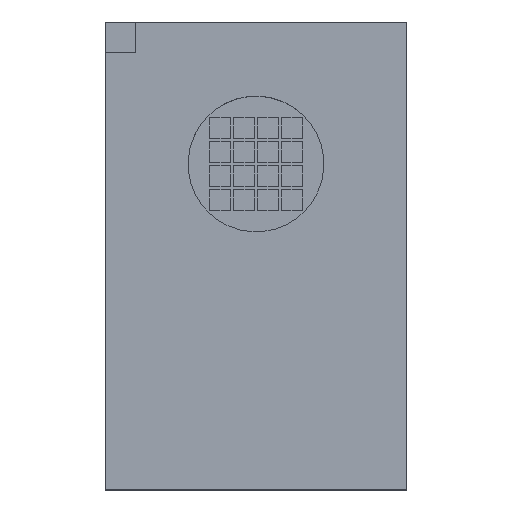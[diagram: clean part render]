
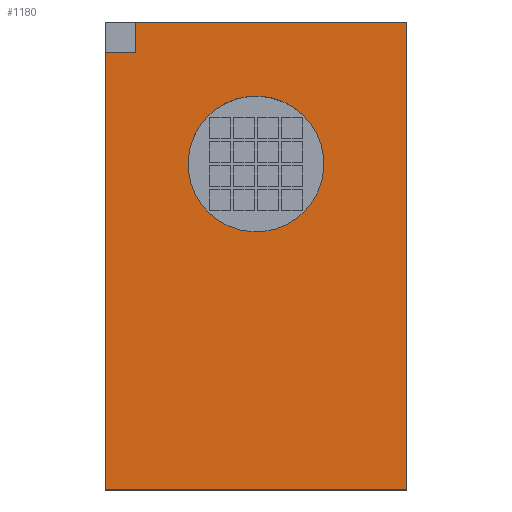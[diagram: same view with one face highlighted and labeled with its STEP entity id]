
A CAD part, top view. The second image highlights one B-rep face of the part: STEP entity #1180.
In plain terms, the highlighted planar face has unit normal (0, 0, 1).
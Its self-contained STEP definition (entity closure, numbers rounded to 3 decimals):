
#480=CARTESIAN_POINT('',(0.,0.,1.08));
#490=DIRECTION('',(0.,0.,1.));
#500=DIRECTION('',(1.,0.,0.));
#510=AXIS2_PLACEMENT_3D('',#480,#490,#500);
#520=PLANE('',#510);
#530=CARTESIAN_POINT('',(-1.,-2.159,1.08));
#540=DIRECTION('',(0.,1.,0.));
#550=VECTOR('',#540,1.);
#560=LINE('',#530,#550);
#570=CARTESIAN_POINT('',(-1.,-2.159,1.08));
#580=VERTEX_POINT('',#570);
#590=CARTESIAN_POINT('',(-1.,0.741,1.08));
#600=VERTEX_POINT('',#590);
#610=EDGE_CURVE('',#580,#600,#560,.T.);
#620=ORIENTED_EDGE('',*,*,#610,.F.);
#630=CARTESIAN_POINT('',(0.,0.741,1.08));
#640=DIRECTION('',(-1.,0.,0.));
#650=VECTOR('',#640,1.);
#660=LINE('',#630,#650);
#670=CARTESIAN_POINT('',(-0.8,0.741,1.08));
#680=VERTEX_POINT('',#670);
#690=EDGE_CURVE('',#680,#600,#660,.T.);
#700=ORIENTED_EDGE('',*,*,#690,.T.);
#710=CARTESIAN_POINT('',(-0.8,0.,1.08));
#720=DIRECTION('',(-0.,-1.,0.));
#730=VECTOR('',#720,1.);
#740=LINE('',#710,#730);
#750=CARTESIAN_POINT('',(-0.8,0.941,1.08));
#760=VERTEX_POINT('',#750);
#770=EDGE_CURVE('',#760,#680,#740,.T.);
#780=ORIENTED_EDGE('',*,*,#770,.T.);
#790=CARTESIAN_POINT('',(-1.,0.941,1.08));
#800=DIRECTION('',(1.,0.,0.));
#810=VECTOR('',#800,1.);
#820=LINE('',#790,#810);
#830=CARTESIAN_POINT('',(1.,0.941,1.08));
#840=VERTEX_POINT('',#830);
#850=EDGE_CURVE('',#760,#840,#820,.T.);
#860=ORIENTED_EDGE('',*,*,#850,.F.);
#870=CARTESIAN_POINT('',(1.,0.941,1.08));
#880=DIRECTION('',(0.,-1.,0.));
#890=VECTOR('',#880,1.);
#900=LINE('',#870,#890);
#910=CARTESIAN_POINT('',(1.,-2.159,1.08));
#920=VERTEX_POINT('',#910);
#930=EDGE_CURVE('',#840,#920,#900,.T.);
#940=ORIENTED_EDGE('',*,*,#930,.F.);
#950=CARTESIAN_POINT('',(1.,-2.159,1.08));
#960=DIRECTION('',(-1.,0.,0.));
#970=VECTOR('',#960,1.);
#980=LINE('',#950,#970);
#990=EDGE_CURVE('',#920,#580,#980,.T.);
#1000=ORIENTED_EDGE('',*,*,#990,.F.);
#1010=EDGE_LOOP('',(#1000,#940,#860,#780,#700,#620));
#1020=FACE_OUTER_BOUND('',#1010,.T.);
#1030=CARTESIAN_POINT('',(0.,0.,1.08));
#1040=DIRECTION('',(0.,0.,1.));
#1050=DIRECTION('',(0.115,-0.993,0.));
#1060=AXIS2_PLACEMENT_3D('',#1030,#1040,#1050);
#1070=CIRCLE('',#1060,0.45);
#1080=CARTESIAN_POINT('',(0.052,-0.447,1.08));
#1090=VERTEX_POINT('',#1080);
#1100=CARTESIAN_POINT('',(-0.052,0.447,1.08));
#1110=VERTEX_POINT('',#1100);
#1120=EDGE_CURVE('',#1090,#1110,#1070,.T.);
#1130=ORIENTED_EDGE('',*,*,#1120,.F.);
#1140=EDGE_CURVE('',#1110,#1090,#1070,.T.);
#1150=ORIENTED_EDGE('',*,*,#1140,.F.);
#1160=EDGE_LOOP('',(#1150,#1130));
#1170=FACE_BOUND('',#1160,.T.);
#1180=ADVANCED_FACE('',(#1020,#1170),#520,.T.);
